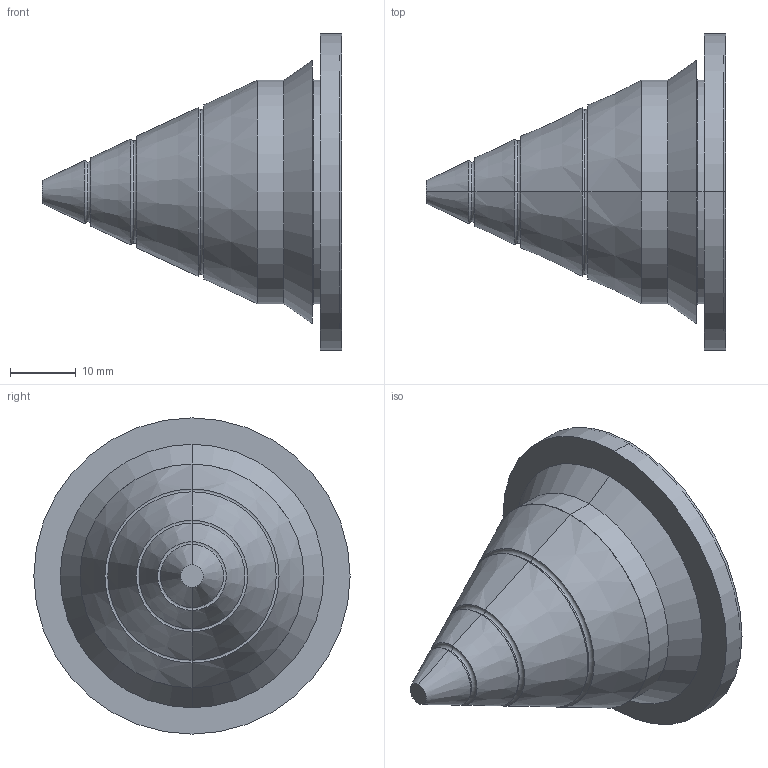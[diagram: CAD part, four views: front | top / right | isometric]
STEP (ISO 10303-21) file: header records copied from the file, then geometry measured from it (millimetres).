
FILE_DESCRIPTION (( 'STEP AP203' ), '1' );
FILE_NAME ('Dummy-PTG(0-25)-GROMMET.STEP', '2012-09-28T04:35:41', ( 'user' ), ( '' ), 'SwSTEP 2.0', 'SolidWorks 2012', '' );
FILE_SCHEMA (( 'CONFIG_CONTROL_DESIGN' ));
Length unit declared in the file: millimetre
Products named in the file (1): Dummy-PTG(0-25)-GROMMET
Bounding box: 45.53 x 48 x 48 mm (x, y, z)
Volume: 9667.8 mm3; surface area: 9074.3 mm2
Topology: 1 solids, 1 shells, 47 faces, 92 edges, 50 vertices
Faces by surface type: torus 18, cone 16, cylinder 8, plane 5
Entity records: 1279 total; most frequent: DIRECTION 256, CARTESIAN_POINT 190, ORIENTED_EDGE 184, AXIS2_PLACEMENT_3D 116, EDGE_CURVE 92, CIRCLE 68, VERTEX_POINT 50, EDGE_LOOP 50
